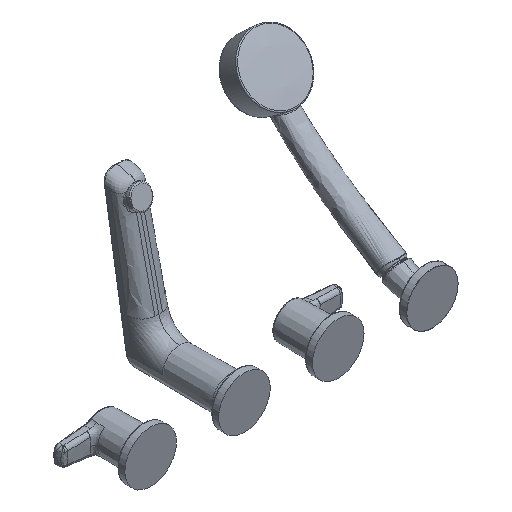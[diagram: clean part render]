
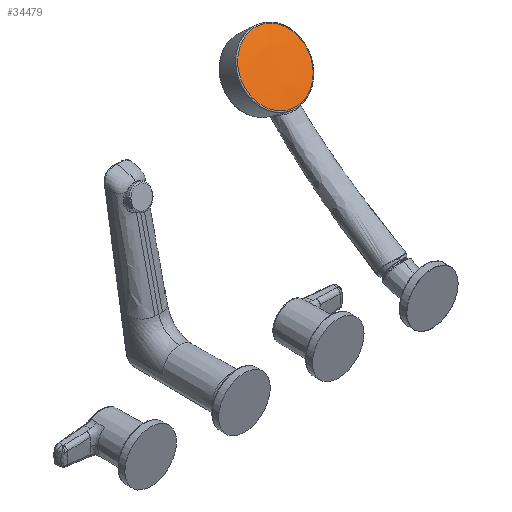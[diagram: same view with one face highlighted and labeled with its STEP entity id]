
A CAD part, isometric view. The second image highlights one B-rep face of the part: STEP entity #34479.
In plain terms, the highlighted spherical face has radius 300 mm.
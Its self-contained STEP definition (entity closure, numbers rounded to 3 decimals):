
#1850 = CARTESIAN_POINT ( 'NONE',  ( 224.298, 152.677, 112.63 ) ) ;
#1899 = CARTESIAN_POINT ( 'NONE',  ( 198.78, 188.649, 155.88 ) ) ;
#1976 = CARTESIAN_POINT ( 'NONE',  ( 221.163, 150.672, 110.22 ) ) ;
#2098 = CARTESIAN_POINT ( 'NONE',  ( 194.347, 188.509, 155.712 ) ) ;
#2842 = CARTESIAN_POINT ( 'NONE',  ( 219.441, 184.211, 150.544 ) ) ;
#3504 = EDGE_CURVE ( 'NONE', #32530, #32530, #21816, .T. ) ;
#3947 = EDGE_LOOP ( 'NONE', ( #11604 ) ) ;
#4471 = CARTESIAN_POINT ( 'NONE',  ( 231.568, 172.606, 136.591 ) ) ;
#4744 = CARTESIAN_POINT ( 'NONE',  ( 196.563, 188.649, 155.88 ) ) ;
#4868 = CARTESIAN_POINT ( 'NONE',  ( 219.441, 149.769, 109.133 ) ) ;
#4994 = CARTESIAN_POINT ( 'NONE',  ( 215.755, 148.193, 107.239 ) ) ;
#7617 = CARTESIAN_POINT ( 'NONE',  ( 213.79, 147.522, 106.432 ) ) ;
#7744 = CARTESIAN_POINT ( 'NONE',  ( 209.694, 146.437, 105.128 ) ) ;
#7871 = CARTESIAN_POINT ( 'NONE',  ( 207.563, 146.024, 104.63 ) ) ;
#10366 = CARTESIAN_POINT ( 'NONE',  ( 203.214, 145.47, 103.965 ) ) ;
#10491 = CARTESIAN_POINT ( 'NONE',  ( 200.997, 145.331, 103.798 ) ) ;
#10610 = CARTESIAN_POINT ( 'NONE',  ( 196.563, 145.331, 103.798 ) ) ;
#10732 = CARTESIAN_POINT ( 'NONE',  ( 194.347, 145.47, 103.965 ) ) ;
#11489 = CARTESIAN_POINT ( 'NONE',  ( 221.163, 183.308, 149.458 ) ) ;
#11604 = ORIENTED_EDGE ( 'NONE', *, *, #3504, .T. ) ;
#12455 = CARTESIAN_POINT ( 'NONE',  ( 198.78, 396.164, -60.771 ) ) ;
#12978 = CARTESIAN_POINT ( 'NONE',  ( 232.433, 169.825, 133.247 ) ) ;
#13252 = CARTESIAN_POINT ( 'NONE',  ( 189.998, 146.024, 104.63 ) ) ;
#13299 = SPHERICAL_SURFACE ( 'NONE', #35968, 300. ) ;
#13375 = CARTESIAN_POINT ( 'NONE',  ( 187.867, 146.437, 105.128 ) ) ;
#13501 = CARTESIAN_POINT ( 'NONE',  ( 183.77, 147.522, 106.432 ) ) ;
#13625 = CARTESIAN_POINT ( 'NONE',  ( 181.806, 148.193, 107.239 ) ) ;
#15849 = CARTESIAN_POINT ( 'NONE',  ( 232.651, 168.407, 131.543 ) ) ;
#16126 = CARTESIAN_POINT ( 'NONE',  ( 178.119, 149.769, 109.133 ) ) ;
#16256 = CARTESIAN_POINT ( 'NONE',  ( 176.397, 150.672, 110.22 ) ) ;
#16375 = CARTESIAN_POINT ( 'NONE',  ( 173.262, 152.677, 112.63 ) ) ;
#16883 = CARTESIAN_POINT ( 'NONE',  ( 224.298, 181.303, 147.047 ) ) ;
#17247 = CARTESIAN_POINT ( 'NONE',  ( 225.712, 180.202, 145.723 ) ) ;
#18996 = CARTESIAN_POINT ( 'NONE',  ( 171.849, 153.778, 113.954 ) ) ;
#19118 = CARTESIAN_POINT ( 'NONE',  ( 169.386, 156.135, 116.788 ) ) ;
#19239 = CARTESIAN_POINT ( 'NONE',  ( 168.336, 157.392, 118.298 ) ) ;
#21545 = CARTESIAN_POINT ( 'NONE',  ( 198.78, 188.649, 155.88 ) ) ;
#21608 = CARTESIAN_POINT ( 'NONE',  ( 232.651, 165.572, 128.134 ) ) ;
#21741 = CARTESIAN_POINT ( 'NONE',  ( 232.433, 164.155, 126.43 ) ) ;
#21816 = B_SPLINE_CURVE_WITH_KNOTS ( 'NONE', 3,
 ( #1899, #4744, #2098, #35852, #35731, #35620, #33092, #32973, #32852, #30440, #30323, #30198, #27685, #27565, #27444, #24903, #24783, #24662, #22125, #22007, #21886, #19239, #19118, #18996, #16375, #16256, #16126, #13625, #13501, #13375, #13252, #10732, #10610, #10491, #10366, #7871, #7744, #7617, #4994, #4868, #1976, #1850, #35354, #32586, #29824, #27058, #24403, #21741, #21608, #15849, #12978, #4471, #36577, #30930, #22845, #17247, #16883, #11489, #2842, #35451, #35205, #32677, #32555, #30034, #27271, #24496 ),
 .UNSPECIFIED., .T., .F.,
 ( 4, 2, 2, 2, 2, 2, 2, 2, 2, 2, 2, 2, 2, 2, 2, 2, 2, 2, 2, 2, 2, 2, 2, 2, 2, 2, 2, 2, 2, 2, 2, 2, 4 ),
 ( 0., 0.031, 0.062, 0.094, 0.125, 0.156, 0.187, 0.219, 0.25, 0.281, 0.312, 0.344, 0.375, 0.406, 0.437, 0.469, 0.5, 0.531, 0.562, 0.594, 0.625, 0.656, 0.687, 0.719, 0.75, 0.781, 0.812, 0.844, 0.875, 0.906, 0.937, 0.969, 1. ),
 .UNSPECIFIED. ) ;
#21886 = CARTESIAN_POINT ( 'NONE',  ( 166.639, 160.011, 121.448 ) ) ;
#22007 = CARTESIAN_POINT ( 'NONE',  ( 165.993, 161.374, 123.087 ) ) ;
#22125 = CARTESIAN_POINT ( 'NONE',  ( 165.128, 164.155, 126.43 ) ) ;
#22845 = CARTESIAN_POINT ( 'NONE',  ( 228.175, 177.844, 142.889 ) ) ;
#23765 = DIRECTION ( 'NONE',  ( -1., 0., 0. ) ) ;
#24403 = CARTESIAN_POINT ( 'NONE',  ( 231.568, 161.374, 123.087 ) ) ;
#24496 = CARTESIAN_POINT ( 'NONE',  ( 198.78, 188.649, 155.88 ) ) ;
#24662 = CARTESIAN_POINT ( 'NONE',  ( 164.909, 165.572, 128.134 ) ) ;
#24783 = CARTESIAN_POINT ( 'NONE',  ( 164.909, 168.407, 131.543 ) ) ;
#24903 = CARTESIAN_POINT ( 'NONE',  ( 165.128, 169.825, 133.247 ) ) ;
#27058 = CARTESIAN_POINT ( 'NONE',  ( 230.922, 160.011, 121.448 ) ) ;
#27271 = CARTESIAN_POINT ( 'NONE',  ( 200.997, 188.649, 155.88 ) ) ;
#27444 = CARTESIAN_POINT ( 'NONE',  ( 165.993, 172.606, 136.591 ) ) ;
#27565 = CARTESIAN_POINT ( 'NONE',  ( 166.639, 173.969, 138.229 ) ) ;
#27685 = CARTESIAN_POINT ( 'NONE',  ( 168.336, 176.588, 141.379 ) ) ;
#29824 = CARTESIAN_POINT ( 'NONE',  ( 229.225, 157.392, 118.298 ) ) ;
#30034 = CARTESIAN_POINT ( 'NONE',  ( 203.214, 188.509, 155.712 ) ) ;
#30198 = CARTESIAN_POINT ( 'NONE',  ( 169.386, 177.844, 142.889 ) ) ;
#30323 = CARTESIAN_POINT ( 'NONE',  ( 171.849, 180.202, 145.723 ) ) ;
#30440 = CARTESIAN_POINT ( 'NONE',  ( 173.262, 181.303, 147.047 ) ) ;
#30930 = CARTESIAN_POINT ( 'NONE',  ( 229.225, 176.588, 141.379 ) ) ;
#32070 = DIRECTION ( 'NONE',  ( 0., 0.639, 0.769 ) ) ;
#32530 = VERTEX_POINT ( 'NONE', #21545 ) ;
#32555 = CARTESIAN_POINT ( 'NONE',  ( 207.563, 187.956, 155.047 ) ) ;
#32586 = CARTESIAN_POINT ( 'NONE',  ( 228.175, 156.135, 116.788 ) ) ;
#32677 = CARTESIAN_POINT ( 'NONE',  ( 209.694, 187.543, 154.55 ) ) ;
#32852 = CARTESIAN_POINT ( 'NONE',  ( 176.397, 183.308, 149.458 ) ) ;
#32973 = CARTESIAN_POINT ( 'NONE',  ( 178.119, 184.211, 150.544 ) ) ;
#33092 = CARTESIAN_POINT ( 'NONE',  ( 181.806, 185.786, 152.438 ) ) ;
#34479 = ADVANCED_FACE ( 'NONE', ( #35596 ), #13299, .T. ) ;
#35205 = CARTESIAN_POINT ( 'NONE',  ( 213.79, 186.458, 153.245 ) ) ;
#35354 = CARTESIAN_POINT ( 'NONE',  ( 225.712, 153.778, 113.954 ) ) ;
#35451 = CARTESIAN_POINT ( 'NONE',  ( 215.755, 185.786, 152.438 ) ) ;
#35596 = FACE_OUTER_BOUND ( 'NONE', #3947, .T. ) ;
#35620 = CARTESIAN_POINT ( 'NONE',  ( 183.77, 186.458, 153.245 ) ) ;
#35731 = CARTESIAN_POINT ( 'NONE',  ( 187.867, 187.543, 154.55 ) ) ;
#35852 = CARTESIAN_POINT ( 'NONE',  ( 189.998, 187.956, 155.047 ) ) ;
#35968 = AXIS2_PLACEMENT_3D ( 'NONE', #12455, #23765, #32070 ) ;
#36577 = CARTESIAN_POINT ( 'NONE',  ( 230.922, 173.969, 138.229 ) ) ;
